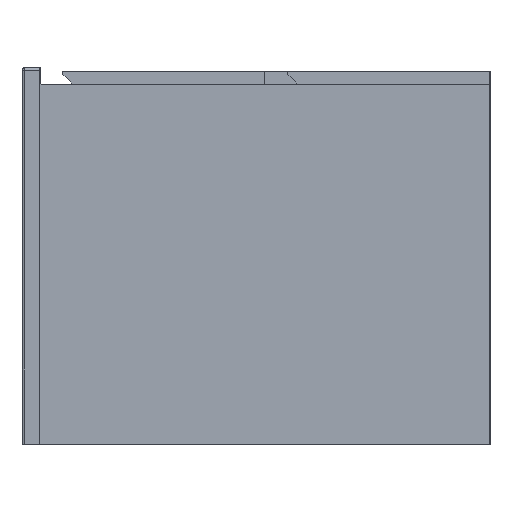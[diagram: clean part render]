
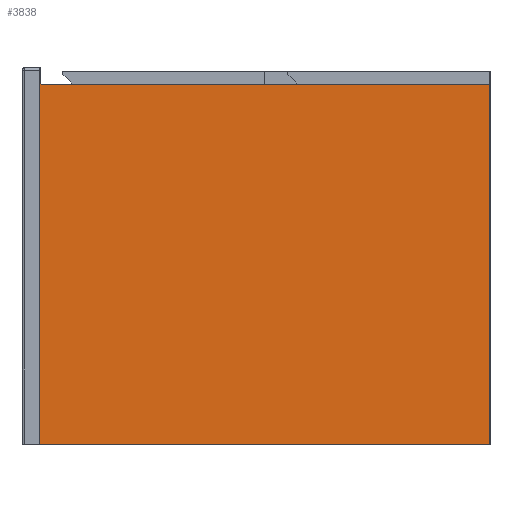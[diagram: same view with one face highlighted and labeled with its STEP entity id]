
A CAD part, left-side view. The second image highlights one B-rep face of the part: STEP entity #3838.
In plain terms, the highlighted planar face has unit normal (-1, 0, 0).
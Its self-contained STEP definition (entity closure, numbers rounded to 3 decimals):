
#111 = CARTESIAN_POINT ( 'NONE',  ( -894., 275., 440. ) ) ;
#187 = CARTESIAN_POINT ( 'NONE',  ( -894., 275., 0. ) ) ;
#476 = VERTEX_POINT ( 'NONE', #1430 ) ;
#548 = LINE ( 'NONE', #3102, #886 ) ;
#551 = AXIS2_PLACEMENT_3D ( 'NONE', #4809, #5659, #5645 ) ;
#810 = ORIENTED_EDGE ( 'NONE', *, *, #3247, .F. ) ;
#846 = ORIENTED_EDGE ( 'NONE', *, *, #2368, .T. ) ;
#886 = VECTOR ( 'NONE', #1268, 1000. ) ;
#970 = CARTESIAN_POINT ( 'NONE',  ( -894., -275., 0. ) ) ;
#984 = LINE ( 'NONE', #187, #3620 ) ;
#1268 = DIRECTION ( 'NONE',  ( 0., 0., -1. ) ) ;
#1420 = ORIENTED_EDGE ( 'NONE', *, *, #5010, .F. ) ;
#1430 = CARTESIAN_POINT ( 'NONE',  ( -894., -275., 440. ) ) ;
#1734 = PLANE ( 'NONE',  #551 ) ;
#1818 = VECTOR ( 'NONE', #4602, 1000. ) ;
#1937 = ORIENTED_EDGE ( 'NONE', *, *, #5474, .T. ) ;
#1953 = VECTOR ( 'NONE', #4723, 1000. ) ;
#2291 = VERTEX_POINT ( 'NONE', #111 ) ;
#2339 = VERTEX_POINT ( 'NONE', #5327 ) ;
#2368 = EDGE_CURVE ( 'NONE', #476, #2291, #3968, .T. ) ;
#2866 = FACE_OUTER_BOUND ( 'NONE', #3043, .T. ) ;
#3043 = EDGE_LOOP ( 'NONE', ( #810, #1420, #846, #1937 ) ) ;
#3102 = CARTESIAN_POINT ( 'NONE',  ( -894., 275., 440. ) ) ;
#3154 = LINE ( 'NONE', #3844, #1953 ) ;
#3247 = EDGE_CURVE ( 'NONE', #4280, #2339, #984, .T. ) ;
#3620 = VECTOR ( 'NONE', #5477, 1000. ) ;
#3838 = ADVANCED_FACE ( 'NONE', ( #2866 ), #1734, .T. ) ;
#3844 = CARTESIAN_POINT ( 'NONE',  ( -894., -275., 440. ) ) ;
#3968 = LINE ( 'NONE', #4585, #1818 ) ;
#4280 = VERTEX_POINT ( 'NONE', #970 ) ;
#4585 = CARTESIAN_POINT ( 'NONE',  ( -894., 275., 440. ) ) ;
#4602 = DIRECTION ( 'NONE',  ( 0., 1., 0. ) ) ;
#4723 = DIRECTION ( 'NONE',  ( 0., 0., -1. ) ) ;
#4809 = CARTESIAN_POINT ( 'NONE',  ( -894., 275., 440. ) ) ;
#5010 = EDGE_CURVE ( 'NONE', #476, #4280, #3154, .T. ) ;
#5327 = CARTESIAN_POINT ( 'NONE',  ( -894., 275., 0. ) ) ;
#5474 = EDGE_CURVE ( 'NONE', #2291, #2339, #548, .T. ) ;
#5477 = DIRECTION ( 'NONE',  ( 0., 1., 0. ) ) ;
#5645 = DIRECTION ( 'NONE',  ( 0., -1., 0. ) ) ;
#5659 = DIRECTION ( 'NONE',  ( -1., 0., 0. ) ) ;
